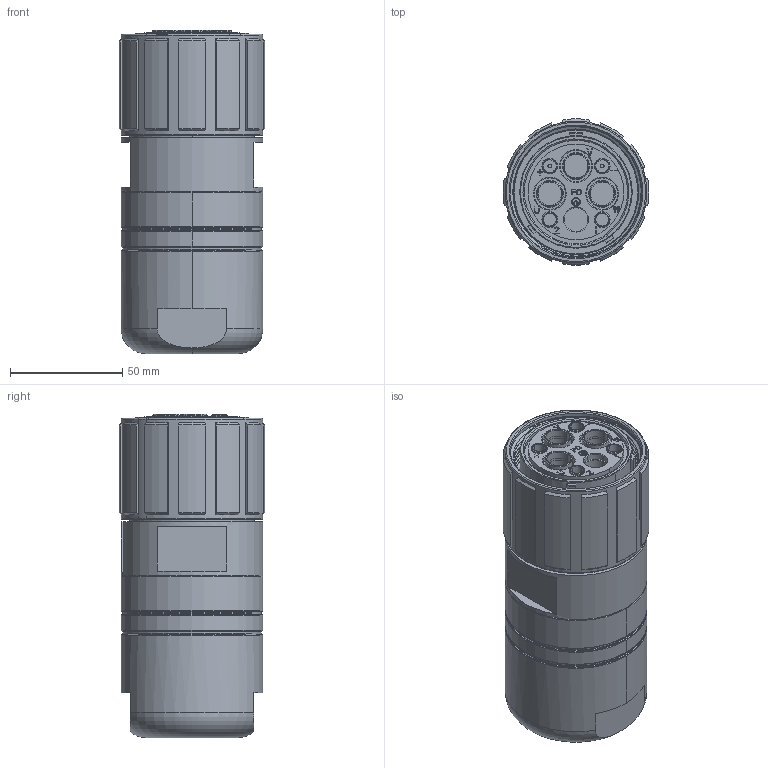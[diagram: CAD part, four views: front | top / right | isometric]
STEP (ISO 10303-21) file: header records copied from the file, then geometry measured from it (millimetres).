
FILE_DESCRIPTION((''),'2;1');
FILE_NAME('SL-5ES1N8A8001_','2013-12-05T',('mbaumeister'),(''),'PRO/ENGINEER BY PARAMETRIC TECHNOLOGY CORPORATION, 2012480','PRO/ENGINEER BY PARAMETRIC TECHNOLOGY CORPORATION, 2012480','');
FILE_SCHEMA(('AUTOMOTIVE_DESIGN { 1 0 10303 214 1 1 1 1 }'));
Length unit declared in the file: millimetre
Products named in the file (1): SL-5ES1N8A8001_
Bounding box: 64.88 x 64.88 x 143.7 mm (x, y, z)
Volume: 416319.6 mm3; surface area: 52156.7 mm2
Topology: 1 solids, 1 shells, 519 faces, 1287 edges, 831 vertices
Faces by surface type: plane 277, cylinder 117, cone 85, torus 30, bspline 10
Entity records: 19167 total; most frequent: CARTESIAN_POINT 6660, ORIENTED_EDGE 2574, DIRECTION 2565, EDGE_CURVE 1287, AXIS2_PLACEMENT_3D 883, VERTEX_POINT 831, VECTOR 799, LINE 799
